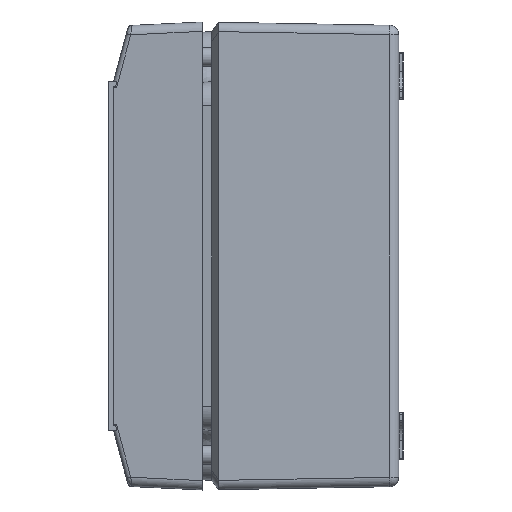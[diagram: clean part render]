
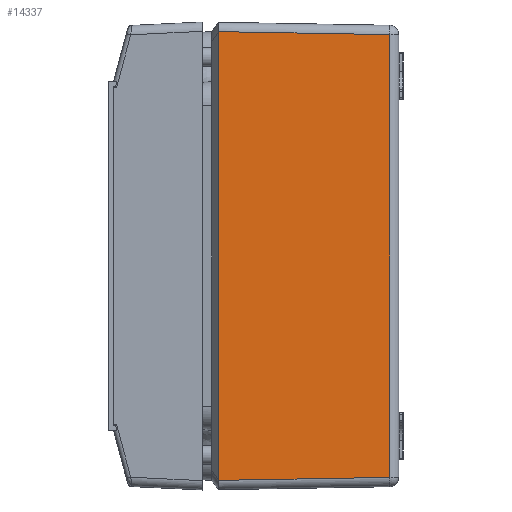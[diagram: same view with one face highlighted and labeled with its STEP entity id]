
A CAD part, left-side view. The second image highlights one B-rep face of the part: STEP entity #14337.
In plain terms, the highlighted planar face has unit normal (-1, -0.018, 0).
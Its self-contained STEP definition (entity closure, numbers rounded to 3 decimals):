
#2356=FACE_OUTER_BOUND('',#3433,.T.);
#3433=EDGE_LOOP('',(#12147,#12148,#12149,#12150,#12151,#12152));
#4376=LINE('',#34413,#5192);
#4377=LINE('',#34417,#5193);
#4378=LINE('',#34421,#5194);
#4379=LINE('',#34422,#5195);
#5192=VECTOR('',#19440,1000.);
#5193=VECTOR('',#19443,1000.);
#5194=VECTOR('',#19446,1000.);
#5195=VECTOR('',#19447,1000.);
#5832=ELLIPSE('',#15901,5.537,3.5);
#5833=ELLIPSE('',#15902,5.537,3.5);
#7002=VERTEX_POINT('',#34411);
#7003=VERTEX_POINT('',#34412);
#7004=VERTEX_POINT('',#34414);
#7005=VERTEX_POINT('',#34416);
#7006=VERTEX_POINT('',#34418);
#7007=VERTEX_POINT('',#34420);
#8795=EDGE_CURVE('',#7002,#7003,#4376,.T.);
#8796=EDGE_CURVE('',#7003,#7004,#5832,.T.);
#8797=EDGE_CURVE('',#7004,#7005,#4377,.T.);
#8798=EDGE_CURVE('',#7005,#7006,#5833,.T.);
#8799=EDGE_CURVE('',#7006,#7007,#4378,.T.);
#8800=EDGE_CURVE('',#7007,#7002,#4379,.T.);
#12147=ORIENTED_EDGE('',*,*,#8795,.T.);
#12148=ORIENTED_EDGE('',*,*,#8796,.T.);
#12149=ORIENTED_EDGE('',*,*,#8797,.T.);
#12150=ORIENTED_EDGE('',*,*,#8798,.T.);
#12151=ORIENTED_EDGE('',*,*,#8799,.T.);
#12152=ORIENTED_EDGE('',*,*,#8800,.T.);
#13638=PLANE('',#15900);
#14337=ADVANCED_FACE('',(#2356),#13638,.T.);
#15900=AXIS2_PLACEMENT_3D('',#34410,#19438,#19439);
#15901=AXIS2_PLACEMENT_3D('',#34415,#19441,#19442);
#15902=AXIS2_PLACEMENT_3D('',#34419,#19444,#19445);
#19438=DIRECTION('center_axis',(-1.,-0.017,
0.));
#19439=DIRECTION('ref_axis',(0.017,-1.,0.));
#19440=DIRECTION('',(-0.017,1.,0.017));
#19441=DIRECTION('center_axis',(-1.,-0.017,
0.));
#19442=DIRECTION('ref_axis',(-0.01,0.593,-0.805));
#19443=DIRECTION('',(0.,0.,-1.));
#19444=DIRECTION('center_axis',(-1.,-0.017,0.));
#19445=DIRECTION('ref_axis',(0.01,-0.593,-0.805));
#19446=DIRECTION('',(0.017,-1.,0.017));
#19447=DIRECTION('',(0.,0.,1.));
#34410=CARTESIAN_POINT('Origin',(-50.,0.,-50.));
#34411=CARTESIAN_POINT('',(-49.301,-40.035,47.301));
#34412=CARTESIAN_POINT('',(-49.939,-3.501,47.939));
#34413=CARTESIAN_POINT('',(-49.97,-1.71,47.97));
#34414=CARTESIAN_POINT('',(-49.939,-3.5,47.833));
#34415=CARTESIAN_POINT('Origin',(-49.863,-7.825,49.863));
#34416=CARTESIAN_POINT('',(-49.939,-3.5,-47.833));
#34417=CARTESIAN_POINT('',(-49.939,-3.5,-49.965));
#34418=CARTESIAN_POINT('',(-49.939,-3.501,-47.939));
#34419=CARTESIAN_POINT('Origin',(-49.863,-7.825,-49.863));
#34420=CARTESIAN_POINT('',(-49.301,-40.035,-47.301));
#34421=CARTESIAN_POINT('',(-50.001,0.035,-48.001));
#34422=CARTESIAN_POINT('',(-49.301,-40.035,49.267));
